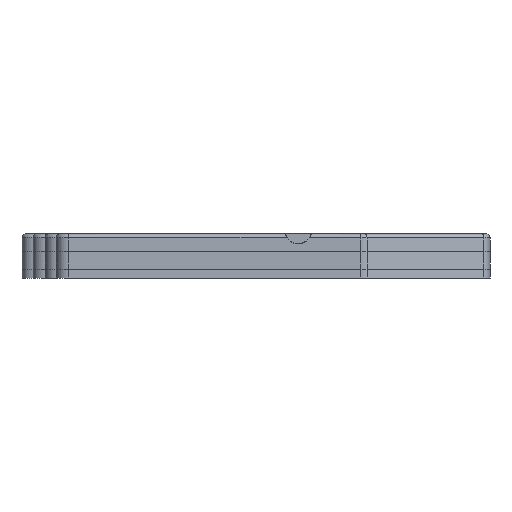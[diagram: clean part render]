
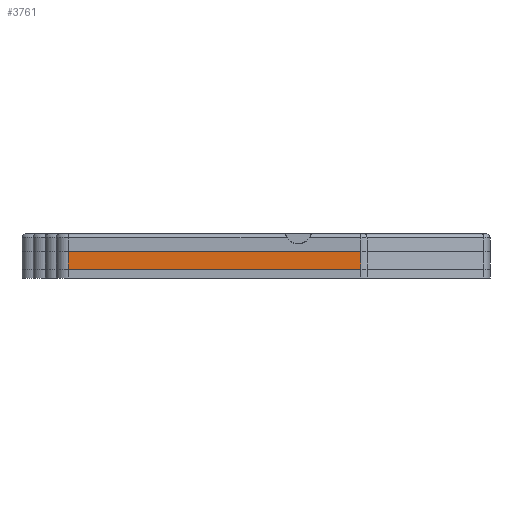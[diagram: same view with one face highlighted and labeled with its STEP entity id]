
A CAD part, left-side view. The second image highlights one B-rep face of the part: STEP entity #3761.
In plain terms, the highlighted planar face has unit normal (-1, 0, 0).
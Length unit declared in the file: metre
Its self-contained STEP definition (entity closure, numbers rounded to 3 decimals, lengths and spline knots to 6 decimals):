
#337=LINE('',#6346,#687);
#377=LINE('',#6456,#727);
#378=LINE('',#6460,#728);
#379=LINE('',#6462,#729);
#687=VECTOR('',#5210,1.);
#727=VECTOR('',#5316,1.);
#728=VECTOR('',#5321,1.);
#729=VECTOR('',#5322,1.);
#825=PLANE('',#4193);
#1839=ORIENTED_EDGE('',*,*,#2469,.F.);
#1840=ORIENTED_EDGE('',*,*,#2470,.T.);
#1841=ORIENTED_EDGE('',*,*,#2467,.T.);
#1842=ORIENTED_EDGE('',*,*,#2412,.T.);
#2412=EDGE_CURVE('',#2799,#2798,#337,.T.);
#2467=EDGE_CURVE('',#2836,#2799,#377,.T.);
#2469=EDGE_CURVE('',#2837,#2798,#378,.T.);
#2470=EDGE_CURVE('',#2837,#2836,#379,.T.);
#2798=VERTEX_POINT('',#6345);
#2799=VERTEX_POINT('',#6347);
#2836=VERTEX_POINT('',#6457);
#2837=VERTEX_POINT('',#6461);
#3243=EDGE_LOOP('',(#1839,#1840,#1841,#1842));
#3462=FACE_BOUND('',#3243,.T.);
#3761=ADVANCED_FACE('',(#3462),#825,.T.);
#4193=AXIS2_PLACEMENT_3D('',#6459,#5319,#5320);
#5210=DIRECTION('',(0.,-1.,0.));
#5316=DIRECTION('',(0.,0.,-1.));
#5319=DIRECTION('',(-1.,0.,0.));
#5320=DIRECTION('',(0.,1.,0.));
#5321=DIRECTION('',(0.,0.,-1.));
#5322=DIRECTION('',(0.,1.,0.));
#6345=CARTESIAN_POINT('',(0.101429,0.163337,0.0008));
#6346=CARTESIAN_POINT('',(0.101429,0.193431,0.0008));
#6347=CARTESIAN_POINT('',(0.101429,0.223159,0.0008));
#6456=CARTESIAN_POINT('',(0.101429,0.223159,0.008));
#6457=CARTESIAN_POINT('',(0.101429,0.223159,0.0044));
#6459=CARTESIAN_POINT('',(0.101429,0.193431,0.008));
#6460=CARTESIAN_POINT('',(0.101429,0.163337,0.008));
#6461=CARTESIAN_POINT('',(0.101429,0.163337,0.0044));
#6462=CARTESIAN_POINT('',(0.101429,0.193431,0.0044));
